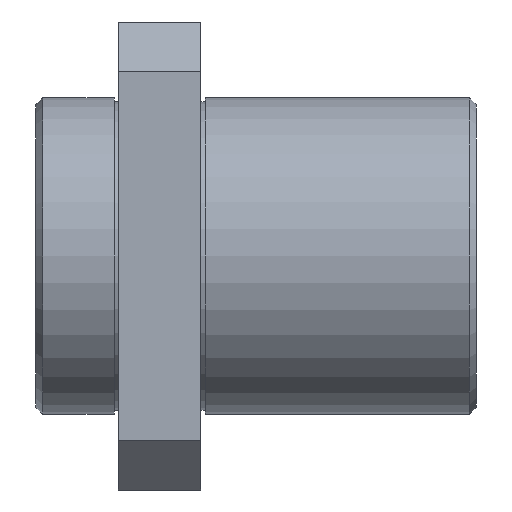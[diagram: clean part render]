
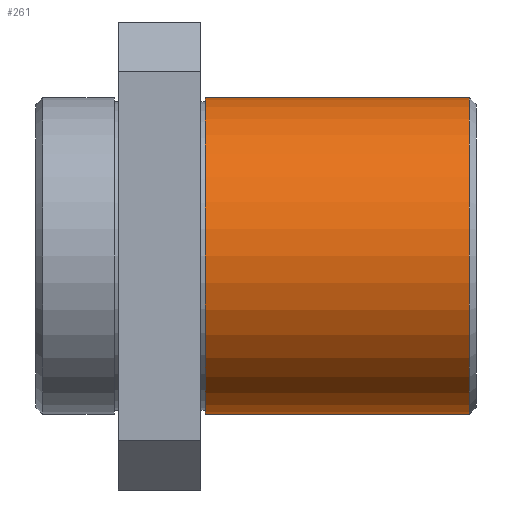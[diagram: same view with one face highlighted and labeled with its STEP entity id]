
A CAD part, front view. The second image highlights one B-rep face of the part: STEP entity #261.
In plain terms, the highlighted cylindrical face has radius 11.5 mm (diameter 23 mm), a partial arc.
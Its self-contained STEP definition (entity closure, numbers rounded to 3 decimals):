
#71 = CARTESIAN_POINT ( 'NONE',  ( 25.5, 0., 0. ) ) ;
#78 = DIRECTION ( 'NONE',  ( -1., 0., 0. ) ) ;
#79 = DIRECTION ( 'NONE',  ( 0., 0., -1. ) ) ;
#80 = CARTESIAN_POINT ( 'NONE',  ( 6.3, 0., 0. ) ) ;
#87 = DIRECTION ( 'NONE',  ( -1., 0., 0. ) ) ;
#88 = DIRECTION ( 'NONE',  ( 0., 0., 1. ) ) ;
#140 = CARTESIAN_POINT ( 'NONE',  ( 25.5, 0., 11.5 ) ) ;
#197 = CARTESIAN_POINT ( 'NONE',  ( 6.3, 0., 11.5 ) ) ;
#204 = CARTESIAN_POINT ( 'NONE',  ( 25.5, 0., -11.5 ) ) ;
#206 = CARTESIAN_POINT ( 'NONE',  ( 6.3, 0., -11.5 ) ) ;
#261 = ADVANCED_FACE ( 'NONE', ( #873 ), #866, .T. ) ;
#449 = AXIS2_PLACEMENT_3D ( 'NONE', #1295, #1274, #1286 ) ;
#504 = VECTOR ( 'NONE', #1365, 1000. ) ;
#508 = LINE ( 'NONE', #1366, #504 ) ;
#528 = VECTOR ( 'NONE', #1380, 1000. ) ;
#543 = LINE ( 'NONE', #1387, #528 ) ;
#596 = EDGE_CURVE ( 'NONE', #1324, #1322, #543, .T. ) ;
#601 = EDGE_CURVE ( 'NONE', #1312, #1212, #508, .T. ) ;
#668 = ORIENTED_EDGE ( 'NONE', *, *, #596, .T. ) ;
#684 = ORIENTED_EDGE ( 'NONE', *, *, #601, .F. ) ;
#692 = ORIENTED_EDGE ( 'NONE', *, *, #718, .T. ) ;
#707 = ORIENTED_EDGE ( 'NONE', *, *, #721, .F. ) ;
#718 = EDGE_CURVE ( 'NONE', #1322, #1212, #1167, .T. ) ;
#721 = EDGE_CURVE ( 'NONE', #1324, #1312, #1162, .T. ) ;
#866 = CYLINDRICAL_SURFACE ( 'NONE', #449, 11.5 ) ;
#873 = FACE_OUTER_BOUND ( 'NONE', #1079, .T. ) ;
#1079 = EDGE_LOOP ( 'NONE', ( #684, #707, #668, #692 ) ) ;
#1162 = CIRCLE ( 'NONE', #1457, 11.5 ) ;
#1167 = CIRCLE ( 'NONE', #1454, 11.5 ) ;
#1212 = VERTEX_POINT ( 'NONE', #140 ) ;
#1274 = DIRECTION ( 'NONE',  ( 1., 0., 0. ) ) ;
#1286 = DIRECTION ( 'NONE',  ( 0., 0., -1. ) ) ;
#1295 = CARTESIAN_POINT ( 'NONE',  ( -6., 0., 0. ) ) ;
#1312 = VERTEX_POINT ( 'NONE', #197 ) ;
#1322 = VERTEX_POINT ( 'NONE', #204 ) ;
#1324 = VERTEX_POINT ( 'NONE', #206 ) ;
#1365 = DIRECTION ( 'NONE',  ( 1., 0., 0. ) ) ;
#1366 = CARTESIAN_POINT ( 'NONE',  ( -6., 0., 11.5 ) ) ;
#1380 = DIRECTION ( 'NONE',  ( 1., 0., 0. ) ) ;
#1387 = CARTESIAN_POINT ( 'NONE',  ( -6., 0., -11.5 ) ) ;
#1454 = AXIS2_PLACEMENT_3D ( 'NONE', #71, #78, #79 ) ;
#1457 = AXIS2_PLACEMENT_3D ( 'NONE', #80, #87, #88 ) ;
